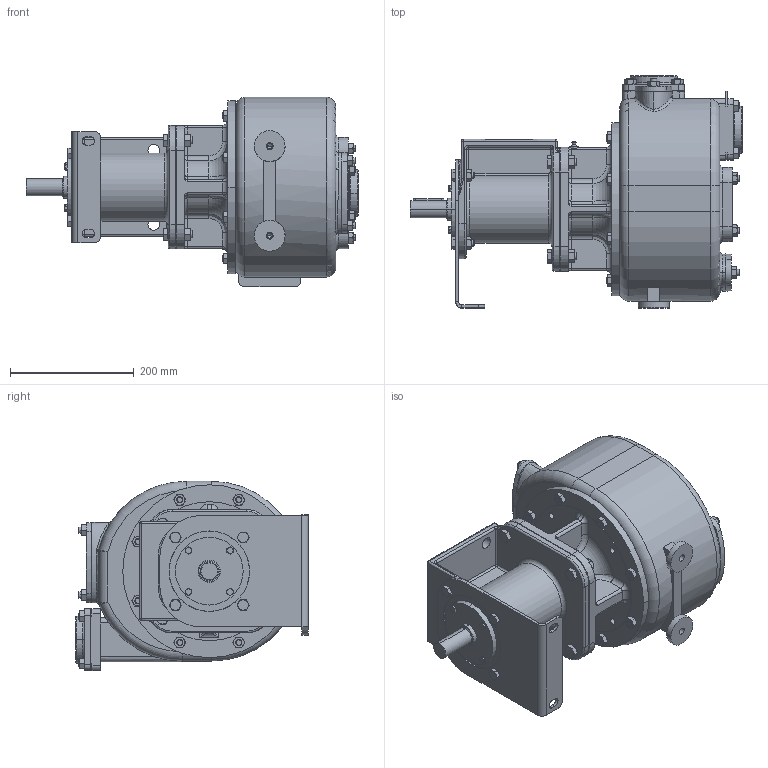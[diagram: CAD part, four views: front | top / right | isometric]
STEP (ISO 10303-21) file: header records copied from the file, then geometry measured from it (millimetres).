
FILE_DESCRIPTION((''),'2;1');
FILE_NAME('S_69_K_B_SW0001','2016-07-07T',('Nicola'),(''),'CREO PARAMETRIC BY PTC INC, 2015290','CREO PARAMETRIC BY PTC INC, 2015290','');
FILE_SCHEMA(('CONFIG_CONTROL_DESIGN'));
Products named in the file (1): S_69_K_B_SW0001
Bounding box: 537.5 x 376 x 306.5 mm (x, y, z)
Volume: 17780431.6 mm3; surface area: 1061167.2 mm2
Topology: 1 solids, 1 shells, 1697 faces, 3830 edges, 2265 vertices
Faces by surface type: cone 582, plane 534, cylinder 399, torus 89, bspline 79, sphere 10, extrusion 4
Entity records: 58227 total; most frequent: CARTESIAN_POINT 21671, ORIENTED_EDGE 7638, DIRECTION 7526, EDGE_CURVE 3819, AXIS2_PLACEMENT_3D 3189, VERTEX_POINT 2265, EDGE_LOOP 1888, FACE_OUTER_BOUND 1697
